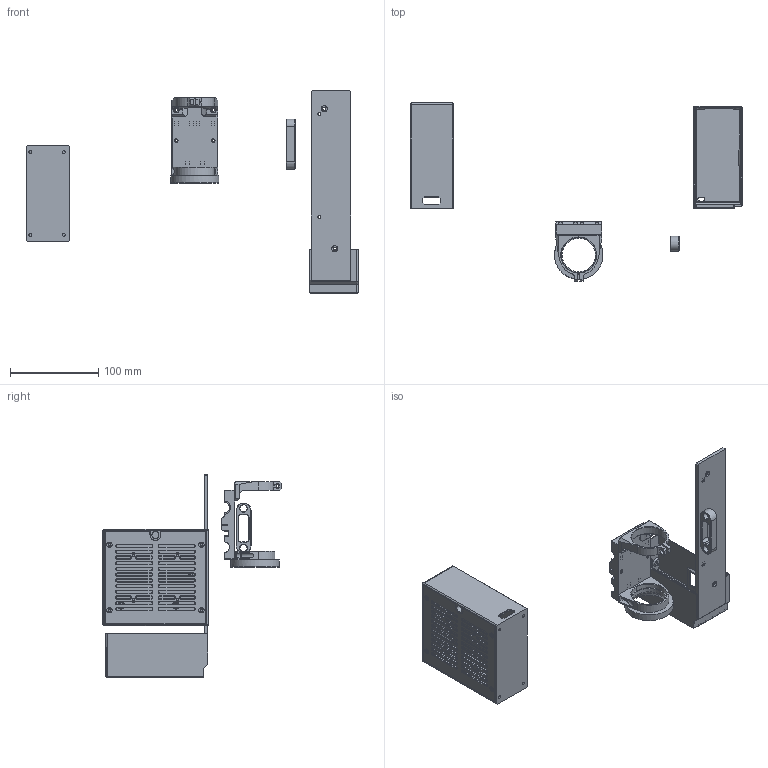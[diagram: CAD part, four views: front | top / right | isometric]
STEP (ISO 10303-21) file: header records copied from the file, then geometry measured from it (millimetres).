
FILE_DESCRIPTION(/* description */ (''),/* implementation_level */ '2;1');
FILE_NAME(/* name */ 'i3 psu holder.step',/* time_stamp */ '2026-02-18T20:23:06-06:00',/* author */ (''),/* organization */ (''),/* preprocessor_version */ 'ST-DEVELOPER v20.1',/* originating_system */ 'Autodesk Translation Framework v14.21.0.0',/* authorisation */ '');
FILE_SCHEMA (('AUTOMOTIVE_DESIGN { 1 0 10303 214 3 1 1 }'));
Length unit declared in the file: millimetre
Products named in the file (1): i3 psu holder
Bounding box: 376.9 x 202.98 x 230 mm (x, y, z)
Volume: 231857.4 mm3; surface area: 191567.8 mm2
Topology: 8 solids, 8 shells, 1343 faces, 3426 edges, 2101 vertices
Faces by surface type: plane 908, cylinder 235, cone 179, torus 13, bspline 8
Full cylindrical faces by diameter (mm): 2.7 x10, 2.75 x4, 3.2 x20, 3.3 x1, 3.5 x2, 6 x8, 6.1 x4, 6.4 x2, 7 x2, 8 x1, 38 x1, 55 x1
Entity records: 40281 total; most frequent: CARTESIAN_POINT 7216, ORIENTED_EDGE 6844, DIRECTION 6825, EDGE_CURVE 3422, LINE 2593, VECTOR 2593, AXIS2_PLACEMENT_3D 2116, VERTEX_POINT 2101
